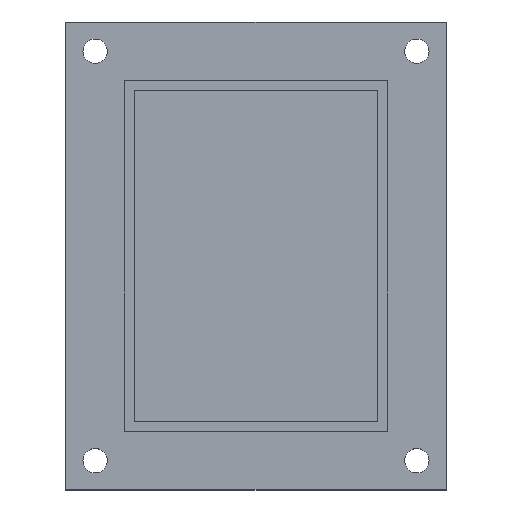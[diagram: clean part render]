
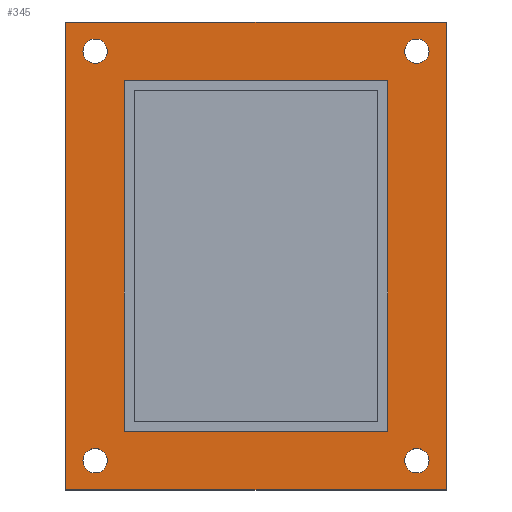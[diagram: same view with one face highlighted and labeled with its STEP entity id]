
A CAD part, top view. The second image highlights one B-rep face of the part: STEP entity #345.
In plain terms, the highlighted planar face has unit normal (0, 0, 1).
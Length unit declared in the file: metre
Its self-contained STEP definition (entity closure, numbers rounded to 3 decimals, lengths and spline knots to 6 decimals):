
#16=CIRCLE('',#379,0.0025);
#17=CIRCLE('',#380,0.0025);
#18=CIRCLE('',#381,0.0025);
#19=CIRCLE('',#382,0.0025);
#32=ORIENTED_EDGE('',*,*,#120,.F.);
#33=ORIENTED_EDGE('',*,*,#121,.F.);
#34=ORIENTED_EDGE('',*,*,#122,.F.);
#35=ORIENTED_EDGE('',*,*,#123,.F.);
#36=ORIENTED_EDGE('',*,*,#124,.F.);
#37=ORIENTED_EDGE('',*,*,#125,.T.);
#38=ORIENTED_EDGE('',*,*,#126,.T.);
#39=ORIENTED_EDGE('',*,*,#127,.F.);
#40=ORIENTED_EDGE('',*,*,#128,.F.);
#41=ORIENTED_EDGE('',*,*,#129,.T.);
#42=ORIENTED_EDGE('',*,*,#130,.T.);
#43=ORIENTED_EDGE('',*,*,#131,.F.);
#120=EDGE_CURVE('',#164,#164,#16,.T.);
#121=EDGE_CURVE('',#165,#165,#17,.T.);
#122=EDGE_CURVE('',#166,#166,#18,.T.);
#123=EDGE_CURVE('',#167,#167,#19,.T.);
#124=EDGE_CURVE('',#168,#169,#196,.T.);
#125=EDGE_CURVE('',#168,#170,#197,.T.);
#126=EDGE_CURVE('',#170,#171,#198,.T.);
#127=EDGE_CURVE('',#169,#171,#199,.T.);
#128=EDGE_CURVE('',#172,#173,#200,.T.);
#129=EDGE_CURVE('',#172,#174,#201,.T.);
#130=EDGE_CURVE('',#174,#175,#202,.T.);
#131=EDGE_CURVE('',#173,#175,#203,.T.);
#164=VERTEX_POINT('',#519);
#165=VERTEX_POINT('',#521);
#166=VERTEX_POINT('',#523);
#167=VERTEX_POINT('',#525);
#168=VERTEX_POINT('',#527);
#169=VERTEX_POINT('',#528);
#170=VERTEX_POINT('',#530);
#171=VERTEX_POINT('',#532);
#172=VERTEX_POINT('',#535);
#173=VERTEX_POINT('',#536);
#174=VERTEX_POINT('',#538);
#175=VERTEX_POINT('',#540);
#196=LINE('',#526,#232);
#197=LINE('',#529,#233);
#198=LINE('',#531,#234);
#199=LINE('',#533,#235);
#200=LINE('',#534,#236);
#201=LINE('',#537,#237);
#202=LINE('',#539,#238);
#203=LINE('',#541,#239);
#232=VECTOR('',#427,1.);
#233=VECTOR('',#428,1.);
#234=VECTOR('',#429,1.);
#235=VECTOR('',#430,1.);
#236=VECTOR('',#431,1.);
#237=VECTOR('',#432,1.);
#238=VECTOR('',#433,1.);
#239=VECTOR('',#434,1.);
#262=EDGE_LOOP('',(#32));
#263=EDGE_LOOP('',(#33));
#264=EDGE_LOOP('',(#34));
#265=EDGE_LOOP('',(#35));
#266=EDGE_LOOP('',(#36,#37,#38,#39));
#267=EDGE_LOOP('',(#40,#41,#42,#43));
#296=FACE_BOUND('',#262,.T.);
#297=FACE_BOUND('',#263,.T.);
#298=FACE_BOUND('',#264,.T.);
#299=FACE_BOUND('',#265,.T.);
#300=FACE_BOUND('',#266,.T.);
#301=FACE_BOUND('',#267,.T.);
#329=PLANE('',#378);
#345=ADVANCED_FACE('',(#296,#297,#298,#299,#300,#301),#329,.T.);
#378=AXIS2_PLACEMENT_3D('',#517,#417,#418);
#379=AXIS2_PLACEMENT_3D('',#518,#419,#420);
#380=AXIS2_PLACEMENT_3D('',#520,#421,#422);
#381=AXIS2_PLACEMENT_3D('',#522,#423,#424);
#382=AXIS2_PLACEMENT_3D('',#524,#425,#426);
#417=DIRECTION('',(0.,0.,1.));
#418=DIRECTION('',(1.,0.,0.));
#419=DIRECTION('',(0.,0.,1.));
#420=DIRECTION('',(1.,0.,0.));
#421=DIRECTION('',(0.,0.,1.));
#422=DIRECTION('',(1.,0.,0.));
#423=DIRECTION('',(0.,0.,1.));
#424=DIRECTION('',(1.,0.,0.));
#425=DIRECTION('',(0.,0.,1.));
#426=DIRECTION('',(1.,0.,0.));
#427=DIRECTION('',(0.,1.,0.));
#428=DIRECTION('',(1.,0.,0.));
#429=DIRECTION('',(0.,1.,0.));
#430=DIRECTION('',(1.,0.,0.));
#431=DIRECTION('',(1.,0.,0.));
#432=DIRECTION('',(0.,1.,0.));
#433=DIRECTION('',(1.,0.,0.));
#434=DIRECTION('',(0.,1.,0.));
#517=CARTESIAN_POINT('',(0.039,0.048,0.004));
#518=CARTESIAN_POINT('',(0.072,0.09,0.004));
#519=CARTESIAN_POINT('',(0.0745,0.09,0.004));
#520=CARTESIAN_POINT('',(0.006,0.006,0.004));
#521=CARTESIAN_POINT('',(0.0085,0.006,0.004));
#522=CARTESIAN_POINT('',(0.072,0.006,0.004));
#523=CARTESIAN_POINT('',(0.0745,0.006,0.004));
#524=CARTESIAN_POINT('',(0.006,0.09,0.004));
#525=CARTESIAN_POINT('',(0.0085,0.09,0.004));
#526=CARTESIAN_POINT('',(0.,0.048,0.004));
#527=CARTESIAN_POINT('',(0.,0.,0.004));
#528=CARTESIAN_POINT('',(0.,0.096,0.004));
#529=CARTESIAN_POINT('',(0.039,0.,0.004));
#530=CARTESIAN_POINT('',(0.078,0.,0.004));
#531=CARTESIAN_POINT('',(0.078,0.048,0.004));
#532=CARTESIAN_POINT('',(0.078,0.096,0.004));
#533=CARTESIAN_POINT('',(0.039,0.096,0.004));
#534=CARTESIAN_POINT('',(0.039,0.012,0.004));
#535=CARTESIAN_POINT('',(0.012,0.012,0.004));
#536=CARTESIAN_POINT('',(0.066,0.012,0.004));
#537=CARTESIAN_POINT('',(0.012,0.048,0.004));
#538=CARTESIAN_POINT('',(0.012,0.084,0.004));
#539=CARTESIAN_POINT('',(0.039,0.084,0.004));
#540=CARTESIAN_POINT('',(0.066,0.084,0.004));
#541=CARTESIAN_POINT('',(0.066,0.048,0.004));
